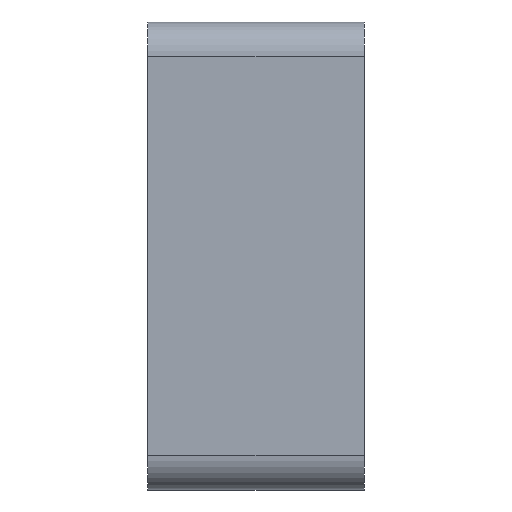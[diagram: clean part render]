
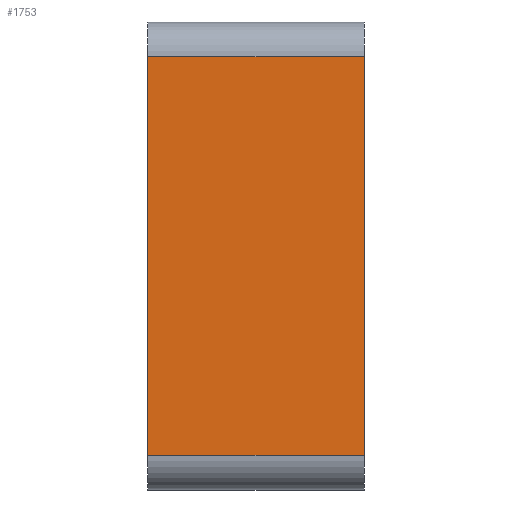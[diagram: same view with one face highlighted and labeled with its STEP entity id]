
A CAD part, left-side view. The second image highlights one B-rep face of the part: STEP entity #1753.
In plain terms, the highlighted planar face has unit normal (-1, 0, 0).
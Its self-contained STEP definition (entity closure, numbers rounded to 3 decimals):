
#24 = CARTESIAN_POINT ( 'NONE',  ( -13.4, -7., 44. ) ) ;
#53 = CARTESIAN_POINT ( 'NONE',  ( -13.4, 33.211, -36.5 ) ) ;
#81 = VERTEX_POINT ( 'NONE', #650 ) ;
#94 = ORIENTED_EDGE ( 'NONE', *, *, #260, .T. ) ;
#141 = DIRECTION ( 'NONE',  ( 0., 0., 1. ) ) ;
#178 = VECTOR ( 'NONE', #1140, 1000. ) ;
#180 = VECTOR ( 'NONE', #694, 1000. ) ;
#192 = EDGE_CURVE ( 'NONE', #1211, #1465, #623, .T. ) ;
#260 = EDGE_CURVE ( 'NONE', #1465, #1675, #1718, .T. ) ;
#282 = LINE ( 'NONE', #53, #178 ) ;
#293 = CARTESIAN_POINT ( 'NONE',  ( -13.4, -7., 44. ) ) ;
#337 = CARTESIAN_POINT ( 'NONE',  ( -13.4, -7., 37.5 ) ) ;
#623 = LINE ( 'NONE', #24, #180 ) ;
#642 = CARTESIAN_POINT ( 'NONE',  ( -13.4, 33.211, 37.5 ) ) ;
#650 = CARTESIAN_POINT ( 'NONE',  ( -13.4, 33.211, -36.5 ) ) ;
#694 = DIRECTION ( 'NONE',  ( 0., 0., 1. ) ) ;
#730 = EDGE_CURVE ( 'NONE', #81, #1675, #282, .T. ) ;
#782 = LINE ( 'NONE', #1731, #1349 ) ;
#806 = CARTESIAN_POINT ( 'NONE',  ( -13.4, -7., -36.5 ) ) ;
#829 = FACE_OUTER_BOUND ( 'NONE', #915, .T. ) ;
#915 = EDGE_LOOP ( 'NONE', ( #1093, #94, #1517, #1359 ) ) ;
#931 = VECTOR ( 'NONE', #1105, 1000. ) ;
#951 = DIRECTION ( 'NONE',  ( -1., 0., 0. ) ) ;
#984 = AXIS2_PLACEMENT_3D ( 'NONE', #293, #951, #141 ) ;
#1093 = ORIENTED_EDGE ( 'NONE', *, *, #192, .T. ) ;
#1105 = DIRECTION ( 'NONE',  ( 0., 1., 0. ) ) ;
#1140 = DIRECTION ( 'NONE',  ( 0., 0., 1. ) ) ;
#1210 = CARTESIAN_POINT ( 'NONE',  ( -13.4, -7., 37.5 ) ) ;
#1211 = VERTEX_POINT ( 'NONE', #806 ) ;
#1349 = VECTOR ( 'NONE', #1453, 1000. ) ;
#1359 = ORIENTED_EDGE ( 'NONE', *, *, #1616, .T. ) ;
#1361 = PLANE ( 'NONE',  #984 ) ;
#1453 = DIRECTION ( 'NONE',  ( 0., -1., 0. ) ) ;
#1465 = VERTEX_POINT ( 'NONE', #337 ) ;
#1517 = ORIENTED_EDGE ( 'NONE', *, *, #730, .F. ) ;
#1616 = EDGE_CURVE ( 'NONE', #81, #1211, #782, .T. ) ;
#1675 = VERTEX_POINT ( 'NONE', #642 ) ;
#1718 = LINE ( 'NONE', #1210, #931 ) ;
#1731 = CARTESIAN_POINT ( 'NONE',  ( -13.4, -7., -36.5 ) ) ;
#1753 = ADVANCED_FACE ( 'NONE', ( #829 ), #1361, .T. ) ;
